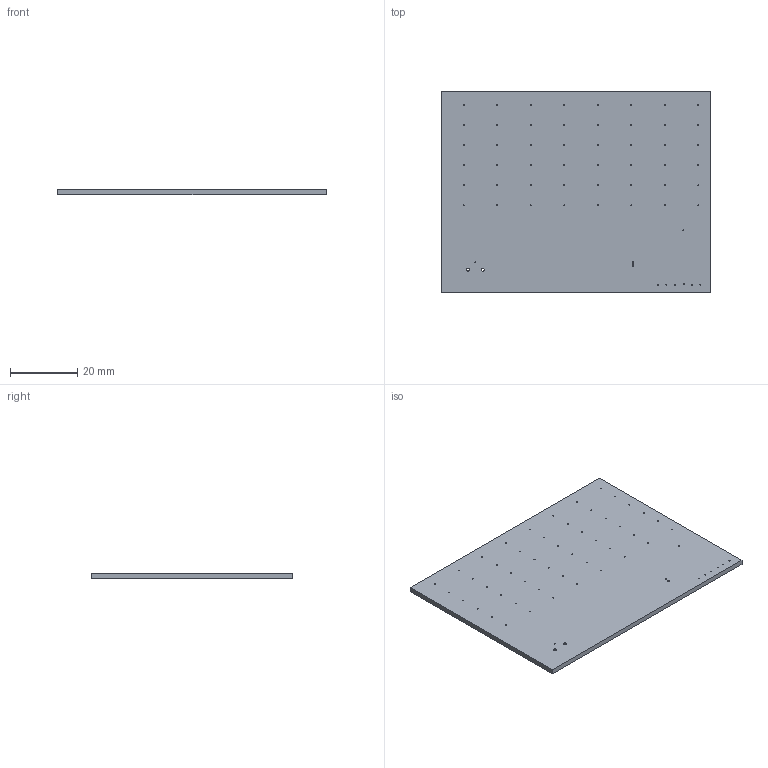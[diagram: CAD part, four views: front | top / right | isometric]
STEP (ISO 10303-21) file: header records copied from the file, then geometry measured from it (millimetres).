
FILE_DESCRIPTION(('KiCad electronic assembly'),'2;1');
FILE_NAME('glow.step','2025-06-28T01:59:38',('Pcbnew'),('Kicad'), 'Open CASCADE STEP processor 7.8','KiCad to STEP converter','Unknown' );
FILE_SCHEMA(('AUTOMOTIVE_DESIGN { 1 0 10303 214 1 1 1 1 }'));
Length unit declared in the file: millimetre
Products named in the file (2): glow 1; glow_PCB
Assembly tree (1 placements, depth 2):
  glow 1
    glow_PCB
Bounding box: 80 x 60 x 1.51 mm (x, y, z)
Volume: 7239.5 mm3; surface area: 10104.5 mm2
Topology: 1 solids, 1 shells, 112 faces, 330 edges, 220 vertices
Faces by surface type: cylinder 58, plane 54
Full cylindrical faces by diameter (mm): 0.3 x56, 0.5 x2
Entity records: 4047 total; most frequent: DIRECTION 674, CARTESIAN_POINT 664, ORIENTED_EDGE 660, EDGE_CURVE 330, FACE_BOUND 232, EDGE_LOOP 232, AXIS2_PLACEMENT_3D 230, VERTEX_POINT 220
